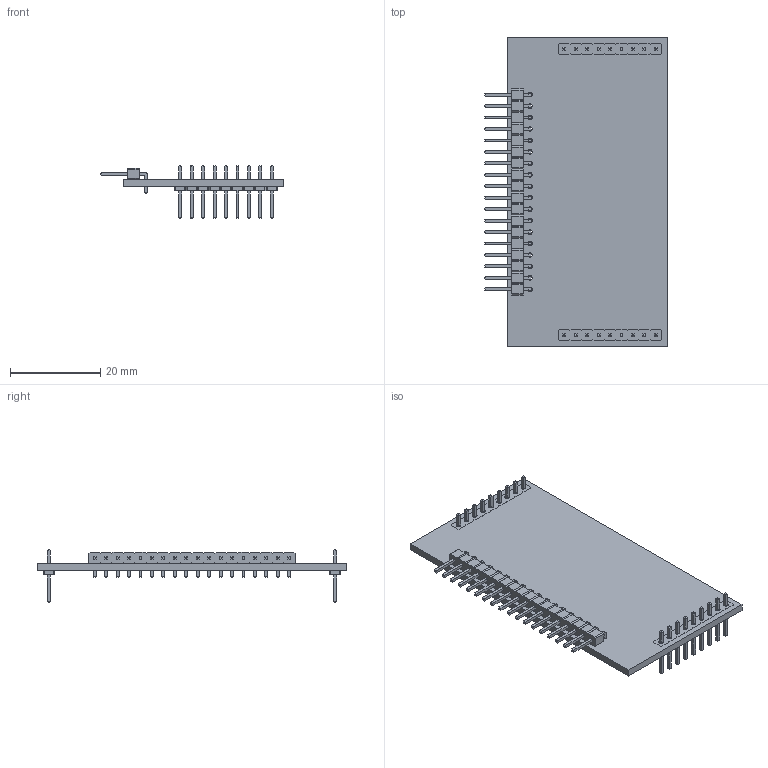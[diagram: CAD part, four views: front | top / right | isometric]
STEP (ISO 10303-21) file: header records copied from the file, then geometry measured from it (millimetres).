
FILE_DESCRIPTION(('KiCad electronic assembly'),'2;1');
FILE_NAME('upper_v3_2.step','2022-11-06T15:53:01',('Pcbnew'),('Kicad'), 'Open CASCADE STEP processor 7.6','KiCad to STEP converter','Unknown' );
FILE_SCHEMA(('AUTOMOTIVE_DESIGN { 1 0 10303 214 1 1 1 1 }'));
Length unit declared in the file: millimetre
Products named in the file (6): upper_v3_2 1; PinHeader_1x09_P2.54mm_Vertical; SOLID; PinHeader_1x18_P2.54mm_Horizontal; upper_v3 PCB
Assembly tree (6 placements, depth 3):
  upper_v3_2 1
    PinHeader_1x09_P2.54mm_Vertical  x2
      SOLID
    PinHeader_1x18_P2.54mm_Horizontal
      SOLID
    upper_v3 PCB
Bounding box: 40.52 x 68.58 x 11.54 mm (x, y, z)
Volume: 4585 mm3; surface area: 7254.7 mm2
Topology: 4 solids, 4 shells, 972 faces, 2388 edges, 1496 vertices
Faces by surface type: bspline 930, cylinder 36, plane 6
Full cylindrical faces by diameter (mm): 1 x36
Entity records: 46075 total; most frequent: CARTESIAN_POINT 15469, B_SPLINE_CURVE_WITH_KNOTS 5148, ORIENTED_EDGE 3720, PCURVE 3720, DEFINITIONAL_REPRESENTATION 3720, EDGE_CURVE 1860, SURFACE_CURVE 1824, VERTEX_POINT 1168
